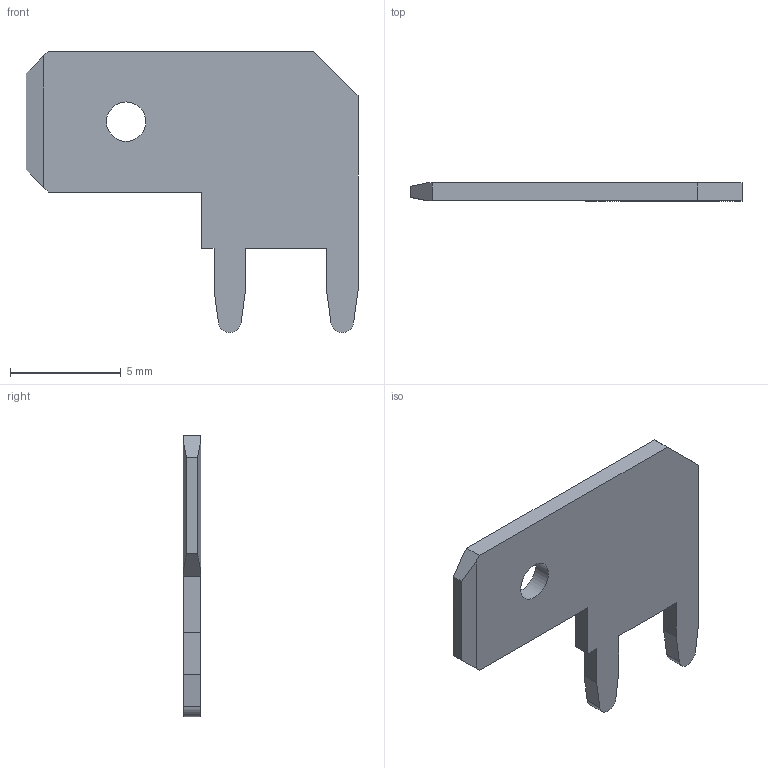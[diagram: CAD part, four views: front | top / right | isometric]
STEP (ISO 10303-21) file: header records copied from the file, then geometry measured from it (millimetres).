
FILE_DESCRIPTION(/* description */ ('Unknown'),/* implementation_level */ '2;1');
FILE_NAME(/* name */ 'A_Wurth_WA-MTAB_7474966',/* time_stamp */ '2026-01-07T15:20:39+08:00',/* author */ ('Unknown'),/* organization */ ('Unknown'),/* preprocessor_version */ 'ST-DEVELOPER v19.4',/* originating_system */ 'Solid Edge',/* authorisation */ 'Unknown');
FILE_SCHEMA (('AUTOMOTIVE_DESIGN {1 0 10303 214 3 1 1}'));
Length unit declared in the file: millimetre
Products named in the file (2): A_Wurth_WA-MTAB_7474966
Assembly tree (1 placements, depth 2):
  A_Wurth_WA-MTAB_7474966
    A_Wurth_WA-MTAB_7474966
Bounding box: 14.99 x 0.81 x 12.7 mm (x, y, z)
Volume: 94.4 mm3; surface area: 285.5 mm2
Topology: 1 solids, 1 shells, 24 faces, 66 edges, 44 vertices
Faces by surface type: plane 21, cylinder 3
Full cylindrical faces by diameter (mm): 1.78 x1
Entity records: 804 total; most frequent: CARTESIAN_POINT 135, ORIENTED_EDGE 130, DIRECTION 123, EDGE_CURVE 65, LINE 59, VECTOR 59, VERTEX_POINT 44, AXIS2_PLACEMENT_3D 32
